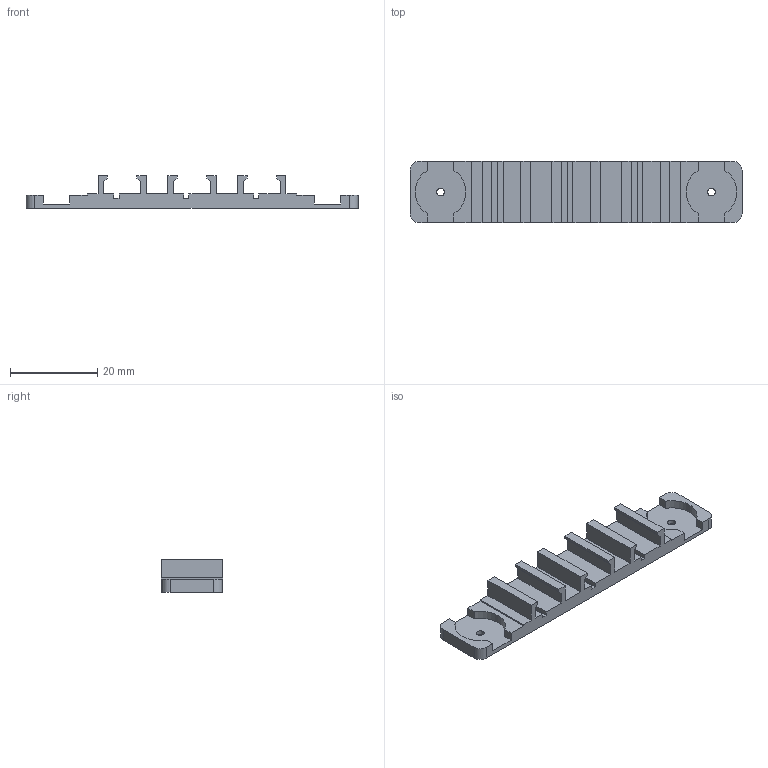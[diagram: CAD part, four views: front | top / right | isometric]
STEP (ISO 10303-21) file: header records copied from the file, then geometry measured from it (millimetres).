
FILE_DESCRIPTION(('FreeCAD Model'),'2;1');
FILE_NAME('board-clampx3.step','2017-04-11T17:56:35',(''),(''), 'Open CASCADE STEP processor 6.8','FreeCAD','Unknown');
FILE_SCHEMA(('AUTOMOTIVE_DESIGN_CC2 { 1 2 10303 214 -1 1 5 4 }'));
Length unit declared in the file: millimetre
Products named in the file (2): ASSEMBLY; Board-clampx3
Assembly tree (1 placements, depth 2):
  ASSEMBLY
    Board-clampx3
Bounding box: 76 x 14 x 7.5 mm (x, y, z)
Volume: 3360.4 mm3; surface area: 3721.6 mm2
Topology: 1 solids, 1 shells, 80 faces, 234 edges, 156 vertices
Faces by surface type: plane 70, cylinder 10
Full cylindrical faces by diameter (mm): 1.8 x2
Entity records: 5719 total; most frequent: CARTESIAN_POINT 964, DIRECTION 882, LINE 662, VECTOR 662, ORIENTED_EDGE 468, PCURVE 468, DEFINITIONAL_REPRESENTATION 468, EDGE_CURVE 234
